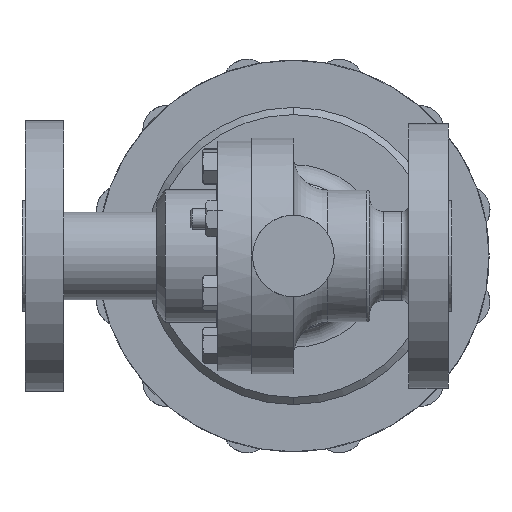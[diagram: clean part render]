
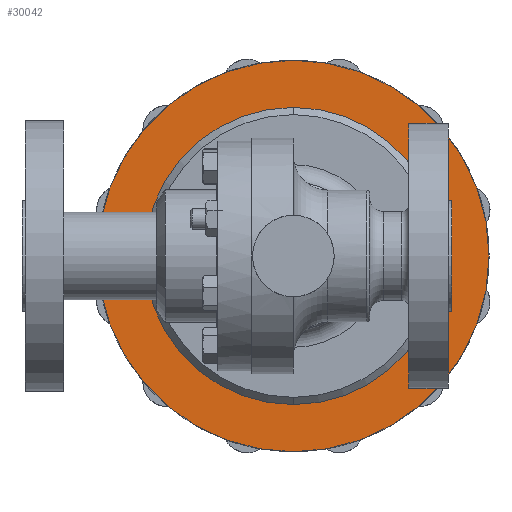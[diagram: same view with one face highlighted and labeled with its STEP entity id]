
A CAD part, front view. The second image highlights one B-rep face of the part: STEP entity #30042.
In plain terms, the highlighted planar face has unit normal (0, -1, 0).
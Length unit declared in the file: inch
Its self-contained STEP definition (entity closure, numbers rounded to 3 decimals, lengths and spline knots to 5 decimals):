
#251 = CARTESIAN_POINT ( 'NONE',  ( 0., 3.6, 0. ) ) ;
#776 = ORIENTED_EDGE ( 'NONE', *, *, #7884, .F. ) ;
#1627 = PLANE ( 'NONE',  #5109 ) ;
#2061 = DIRECTION ( 'NONE',  ( 0., 0., 1. ) ) ;
#2902 = DIRECTION ( 'NONE',  ( 0., 0., 1. ) ) ;
#2980 = DIRECTION ( 'NONE',  ( 0., -1., 0. ) ) ;
#2987 = ORIENTED_EDGE ( 'NONE', *, *, #31356, .T. ) ;
#3310 = CARTESIAN_POINT ( 'NONE',  ( 0., 3.6, -3.53 ) ) ;
#3346 = CIRCLE ( 'NONE', #20838, 2.68 ) ;
#3690 = FACE_OUTER_BOUND ( 'NONE', #7611, .T. ) ;
#4219 = CIRCLE ( 'NONE', #30449, 3.53 ) ;
#5109 = AXIS2_PLACEMENT_3D ( 'NONE', #27626, #25149, #2061 ) ;
#6345 = EDGE_CURVE ( 'NONE', #31366, #7354, #3346, .T. ) ;
#7354 = VERTEX_POINT ( 'NONE', #9329 ) ;
#7611 = EDGE_LOOP ( 'NONE', ( #25331, #2987 ) ) ;
#7884 = EDGE_CURVE ( 'NONE', #7354, #31366, #13731, .T. ) ;
#8330 = AXIS2_PLACEMENT_3D ( 'NONE', #251, #2980, #33531 ) ;
#9329 = CARTESIAN_POINT ( 'NONE',  ( 0., 3.6, -2.68 ) ) ;
#12969 = FACE_BOUND ( 'NONE', #25619, .T. ) ;
#13202 = DIRECTION ( 'NONE',  ( 0., -1., 0. ) ) ;
#13251 = CARTESIAN_POINT ( 'NONE',  ( 0., 3.6, 0. ) ) ;
#13731 = CIRCLE ( 'NONE', #30351, 2.68 ) ;
#14843 = CIRCLE ( 'NONE', #8330, 3.53 ) ;
#19897 = VERTEX_POINT ( 'NONE', #3310 ) ;
#20838 = AXIS2_PLACEMENT_3D ( 'NONE', #13251, #25704, #25932 ) ;
#21147 = CARTESIAN_POINT ( 'NONE',  ( 0., 3.6, 0. ) ) ;
#25149 = DIRECTION ( 'NONE',  ( 0., 1., 0. ) ) ;
#25331 = ORIENTED_EDGE ( 'NONE', *, *, #29408, .T. ) ;
#25619 = EDGE_LOOP ( 'NONE', ( #30068, #776 ) ) ;
#25704 = DIRECTION ( 'NONE',  ( 0., -1., 0. ) ) ;
#25932 = DIRECTION ( 'NONE',  ( 0., 0., -1. ) ) ;
#27626 = CARTESIAN_POINT ( 'NONE',  ( -3.69, 3.6, 0. ) ) ;
#27704 = CARTESIAN_POINT ( 'NONE',  ( 0., 3.6, 0. ) ) ;
#27810 = DIRECTION ( 'NONE',  ( 0., 0., -1. ) ) ;
#29408 = EDGE_CURVE ( 'NONE', #31251, #19897, #14843, .T. ) ;
#30042 = ADVANCED_FACE ( 'NONE', ( #3690, #12969 ), #1627, .F. ) ;
#30068 = ORIENTED_EDGE ( 'NONE', *, *, #6345, .F. ) ;
#30351 = AXIS2_PLACEMENT_3D ( 'NONE', #27704, #32903, #27810 ) ;
#30449 = AXIS2_PLACEMENT_3D ( 'NONE', #21147, #13202, #2902 ) ;
#31251 = VERTEX_POINT ( 'NONE', #31386 ) ;
#31356 = EDGE_CURVE ( 'NONE', #19897, #31251, #4219, .T. ) ;
#31366 = VERTEX_POINT ( 'NONE', #32177 ) ;
#31386 = CARTESIAN_POINT ( 'NONE',  ( 0., 3.6, 3.53 ) ) ;
#32177 = CARTESIAN_POINT ( 'NONE',  ( 0., 3.6, 2.68 ) ) ;
#32903 = DIRECTION ( 'NONE',  ( 0., -1., 0. ) ) ;
#33531 = DIRECTION ( 'NONE',  ( 0., 0., 1. ) ) ;
